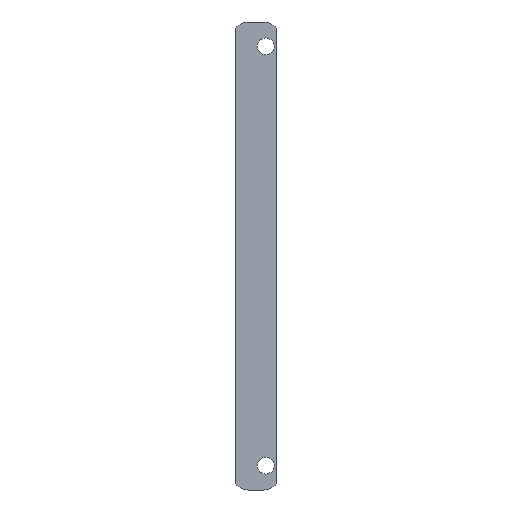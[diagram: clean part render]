
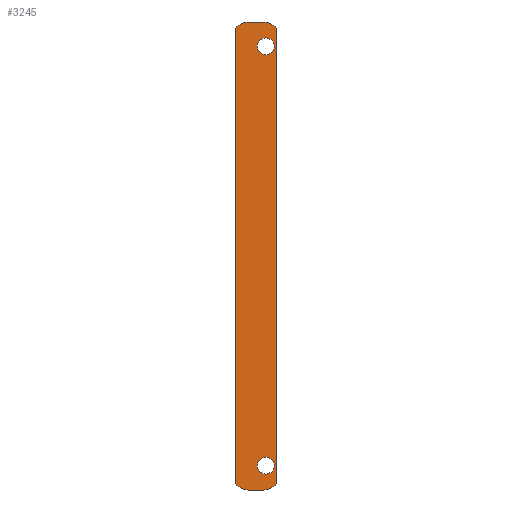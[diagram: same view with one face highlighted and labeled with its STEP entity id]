
A CAD part, left-side view. The second image highlights one B-rep face of the part: STEP entity #3245.
In plain terms, the highlighted planar face has unit normal (-1, 0, 0).
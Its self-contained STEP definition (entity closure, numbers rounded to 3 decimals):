
#9 = DIRECTION ( 'NONE',  ( -1., 0., 0. ) ) ;
#12 = ORIENTED_EDGE ( 'NONE', *, *, #3504, .F. ) ;
#72 = DIRECTION ( 'NONE',  ( 1., 0., 0. ) ) ;
#88 = EDGE_CURVE ( 'NONE', #2149, #1162, #2147, .T. ) ;
#110 = CARTESIAN_POINT ( 'NONE',  ( 0., 12.8, 79.698 ) ) ;
#186 = CIRCLE ( 'NONE', #326, 5. ) ;
#208 = VERTEX_POINT ( 'NONE', #2208 ) ;
#209 = AXIS2_PLACEMENT_3D ( 'NONE', #338, #1724, #626 ) ;
#232 = AXIS2_PLACEMENT_3D ( 'NONE', #2622, #1293, #1561 ) ;
#249 = VERTEX_POINT ( 'NONE', #3257 ) ;
#271 = CARTESIAN_POINT ( 'NONE',  ( 0., 12.264, 78.234 ) ) ;
#288 = VERTEX_POINT ( 'NONE', #1711 ) ;
#294 = ORIENTED_EDGE ( 'NONE', *, *, #88, .F. ) ;
#299 = VERTEX_POINT ( 'NONE', #892 ) ;
#326 = AXIS2_PLACEMENT_3D ( 'NONE', #622, #1204, #2017 ) ;
#338 = CARTESIAN_POINT ( 'NONE',  ( 0., 4.071, 74.698 ) ) ;
#346 = EDGE_CURVE ( 'NONE', #249, #1573, #994, .T. ) ;
#349 = CARTESIAN_POINT ( 'NONE',  ( 0., 3.4, -57.15 ) ) ;
#384 = ORIENTED_EDGE ( 'NONE', *, *, #1275, .F. ) ;
#385 = EDGE_CURVE ( 'NONE', #1573, #249, #2987, .T. ) ;
#393 = EDGE_CURVE ( 'NONE', #288, #3240, #186, .T. ) ;
#399 = DIRECTION ( 'NONE',  ( 0., -1., 0. ) ) ;
#417 = ORIENTED_EDGE ( 'NONE', *, *, #3463, .F. ) ;
#522 = VECTOR ( 'NONE', #1796, 1000. ) ;
#571 = VECTOR ( 'NONE', #3062, 1000. ) ;
#575 = VERTEX_POINT ( 'NONE', #1272 ) ;
#578 = ORIENTED_EDGE ( 'NONE', *, *, #1068, .T. ) ;
#611 = ORIENTED_EDGE ( 'NONE', *, *, #928, .F. ) ;
#622 = CARTESIAN_POINT ( 'NONE',  ( 0., 8.729, -59.65 ) ) ;
#626 = DIRECTION ( 'NONE',  ( 0., 0., -1. ) ) ;
#643 = VERTEX_POINT ( 'NONE', #1635 ) ;
#670 = CARTESIAN_POINT ( 'NONE',  ( 0., 8.729, 79.698 ) ) ;
#680 = LINE ( 'NONE', #1836, #1861 ) ;
#709 = VECTOR ( 'NONE', #2655, 1000. ) ;
#721 = ORIENTED_EDGE ( 'NONE', *, *, #393, .F. ) ;
#751 = VERTEX_POINT ( 'NONE', #1958 ) ;
#805 = ORIENTED_EDGE ( 'NONE', *, *, #3522, .T. ) ;
#849 = DIRECTION ( 'NONE',  ( -1., 0., 0. ) ) ;
#892 = CARTESIAN_POINT ( 'NONE',  ( 0., 0.536, -63.186 ) ) ;
#925 = EDGE_LOOP ( 'NONE', ( #2399, #12 ) ) ;
#928 = EDGE_CURVE ( 'NONE', #3240, #2149, #3455, .T. ) ;
#946 = FACE_BOUND ( 'NONE', #959, .T. ) ;
#951 = LINE ( 'NONE', #3102, #3228 ) ;
#959 = EDGE_LOOP ( 'NONE', ( #2447, #3376 ) ) ;
#975 = DIRECTION ( 'NONE',  ( 0., -1., 0. ) ) ;
#994 = CIRCLE ( 'NONE', #3014, 2.6 ) ;
#1001 = LINE ( 'NONE', #3178, #522 ) ;
#1068 = EDGE_CURVE ( 'NONE', #643, #208, #1442, .T. ) ;
#1104 = CARTESIAN_POINT ( 'NONE',  ( 0., 12.264, -63.186 ) ) ;
#1123 = CARTESIAN_POINT ( 'NONE',  ( 0., 0.536, 78.234 ) ) ;
#1147 = CARTESIAN_POINT ( 'NONE',  ( 0., 0., -64.65 ) ) ;
#1162 = VERTEX_POINT ( 'NONE', #2831 ) ;
#1184 = DIRECTION ( 'NONE',  ( 1., 0., 0. ) ) ;
#1191 = DIRECTION ( 'NONE',  ( 0., 0., 1. ) ) ;
#1204 = DIRECTION ( 'NONE',  ( 1., 0., 0. ) ) ;
#1251 = CIRCLE ( 'NONE', #232, 2.6 ) ;
#1272 = CARTESIAN_POINT ( 'NONE',  ( 0., 3.4, 69.598 ) ) ;
#1275 = EDGE_CURVE ( 'NONE', #643, #299, #1001, .T. ) ;
#1293 = DIRECTION ( 'NONE',  ( -1., 0., 0. ) ) ;
#1306 = CIRCLE ( 'NONE', #2808, 5. ) ;
#1395 = DIRECTION ( 'NONE',  ( 0., -0.707, -0.707 ) ) ;
#1441 = CARTESIAN_POINT ( 'NONE',  ( 0., 8.729, 74.698 ) ) ;
#1442 = LINE ( 'NONE', #1147, #571 ) ;
#1483 = DIRECTION ( 'NONE',  ( 0., -0.707, 0.707 ) ) ;
#1490 = EDGE_CURVE ( 'NONE', #2111, #208, #1991, .T. ) ;
#1517 = CIRCLE ( 'NONE', #2202, 2.6 ) ;
#1546 = CARTESIAN_POINT ( 'NONE',  ( 0., 0.536, 78.234 ) ) ;
#1561 = DIRECTION ( 'NONE',  ( 0., 0., -1. ) ) ;
#1573 = VERTEX_POINT ( 'NONE', #2765 ) ;
#1635 = CARTESIAN_POINT ( 'NONE',  ( 0., 0., -62.65 ) ) ;
#1711 = CARTESIAN_POINT ( 'NONE',  ( 0., 8.729, -64.65 ) ) ;
#1724 = DIRECTION ( 'NONE',  ( 1., 0., 0. ) ) ;
#1729 = FACE_BOUND ( 'NONE', #925, .T. ) ;
#1763 = CARTESIAN_POINT ( 'NONE',  ( 0., 4.071, -59.65 ) ) ;
#1796 = DIRECTION ( 'NONE',  ( 0., 0.707, -0.707 ) ) ;
#1836 = CARTESIAN_POINT ( 'NONE',  ( 0., 12.8, -64.65 ) ) ;
#1861 = VECTOR ( 'NONE', #975, 1000. ) ;
#1881 = EDGE_LOOP ( 'NONE', ( #611, #721, #805, #3287, #384, #578, #3035, #1961, #417, #3152, #3243, #294 ) ) ;
#1958 = CARTESIAN_POINT ( 'NONE',  ( 0., 4.071, 79.698 ) ) ;
#1959 = DIRECTION ( 'NONE',  ( 0., 0., -1. ) ) ;
#1961 = ORIENTED_EDGE ( 'NONE', *, *, #2187, .F. ) ;
#1991 = LINE ( 'NONE', #1123, #3309 ) ;
#1998 = DIRECTION ( 'NONE',  ( 0., 0., 1. ) ) ;
#2010 = PLANE ( 'NONE',  #3415 ) ;
#2017 = DIRECTION ( 'NONE',  ( 0., 0., -1. ) ) ;
#2111 = VERTEX_POINT ( 'NONE', #1546 ) ;
#2147 = LINE ( 'NONE', #2508, #3301 ) ;
#2149 = VERTEX_POINT ( 'NONE', #3212 ) ;
#2156 = CIRCLE ( 'NONE', #209, 5. ) ;
#2172 = EDGE_CURVE ( 'NONE', #2684, #2531, #3192, .T. ) ;
#2187 = EDGE_CURVE ( 'NONE', #751, #2111, #2156, .T. ) ;
#2202 = AXIS2_PLACEMENT_3D ( 'NONE', #3281, #9, #1959 ) ;
#2208 = CARTESIAN_POINT ( 'NONE',  ( 0., 0., 77.698 ) ) ;
#2230 = CARTESIAN_POINT ( 'NONE',  ( 0., 4.071, -64.65 ) ) ;
#2231 = VECTOR ( 'NONE', #399, 1000. ) ;
#2252 = EDGE_CURVE ( 'NONE', #1162, #2684, #951, .T. ) ;
#2288 = DIRECTION ( 'NONE',  ( 1., 0., 0. ) ) ;
#2362 = EDGE_CURVE ( 'NONE', #299, #3155, #1306, .T. ) ;
#2399 = ORIENTED_EDGE ( 'NONE', *, *, #3213, .F. ) ;
#2447 = ORIENTED_EDGE ( 'NONE', *, *, #385, .F. ) ;
#2508 = CARTESIAN_POINT ( 'NONE',  ( 0., 12.8, -64.65 ) ) ;
#2531 = VERTEX_POINT ( 'NONE', #670 ) ;
#2532 = DIRECTION ( 'NONE',  ( 0., 0., 1. ) ) ;
#2571 = DIRECTION ( 'NONE',  ( 0., 0., -1. ) ) ;
#2622 = CARTESIAN_POINT ( 'NONE',  ( 0., 3.4, 72.198 ) ) ;
#2640 = CARTESIAN_POINT ( 'NONE',  ( 0., 3.4, 74.798 ) ) ;
#2655 = DIRECTION ( 'NONE',  ( 0., 0.707, 0.707 ) ) ;
#2684 = VERTEX_POINT ( 'NONE', #271 ) ;
#2763 = AXIS2_PLACEMENT_3D ( 'NONE', #1441, #1184, #1998 ) ;
#2764 = DIRECTION ( 'NONE',  ( 0., 0., 1. ) ) ;
#2765 = CARTESIAN_POINT ( 'NONE',  ( 0., 3.4, -54.55 ) ) ;
#2808 = AXIS2_PLACEMENT_3D ( 'NONE', #1763, #2288, #2532 ) ;
#2815 = CARTESIAN_POINT ( 'NONE',  ( 0., 12.8, -64.65 ) ) ;
#2831 = CARTESIAN_POINT ( 'NONE',  ( 0., 12.8, 77.698 ) ) ;
#2895 = CARTESIAN_POINT ( 'NONE',  ( 0., 12.264, -63.186 ) ) ;
#2987 = CIRCLE ( 'NONE', #3149, 2.6 ) ;
#3014 = AXIS2_PLACEMENT_3D ( 'NONE', #3066, #3351, #3326 ) ;
#3035 = ORIENTED_EDGE ( 'NONE', *, *, #1490, .F. ) ;
#3062 = DIRECTION ( 'NONE',  ( 0., 0., 1. ) ) ;
#3066 = CARTESIAN_POINT ( 'NONE',  ( 0., 3.4, -57.15 ) ) ;
#3102 = CARTESIAN_POINT ( 'NONE',  ( 0., 12.264, 78.234 ) ) ;
#3129 = LINE ( 'NONE', #110, #2231 ) ;
#3149 = AXIS2_PLACEMENT_3D ( 'NONE', #349, #849, #1191 ) ;
#3152 = ORIENTED_EDGE ( 'NONE', *, *, #2172, .F. ) ;
#3155 = VERTEX_POINT ( 'NONE', #2230 ) ;
#3178 = CARTESIAN_POINT ( 'NONE',  ( 0., 0.536, -63.186 ) ) ;
#3181 = FACE_OUTER_BOUND ( 'NONE', #1881, .T. ) ;
#3192 = CIRCLE ( 'NONE', #2763, 5. ) ;
#3212 = CARTESIAN_POINT ( 'NONE',  ( 0., 12.8, -62.65 ) ) ;
#3213 = EDGE_CURVE ( 'NONE', #3479, #575, #1517, .T. ) ;
#3228 = VECTOR ( 'NONE', #1483, 1000. ) ;
#3240 = VERTEX_POINT ( 'NONE', #1104 ) ;
#3243 = ORIENTED_EDGE ( 'NONE', *, *, #2252, .F. ) ;
#3245 = ADVANCED_FACE ( 'NONE', ( #946, #1729, #3181 ), #2010, .F. ) ;
#3257 = CARTESIAN_POINT ( 'NONE',  ( 0., 3.4, -59.75 ) ) ;
#3281 = CARTESIAN_POINT ( 'NONE',  ( 0., 3.4, 72.198 ) ) ;
#3287 = ORIENTED_EDGE ( 'NONE', *, *, #2362, .F. ) ;
#3301 = VECTOR ( 'NONE', #2764, 1000. ) ;
#3309 = VECTOR ( 'NONE', #1395, 1000. ) ;
#3326 = DIRECTION ( 'NONE',  ( 0., 0., 1. ) ) ;
#3351 = DIRECTION ( 'NONE',  ( -1., 0., 0. ) ) ;
#3376 = ORIENTED_EDGE ( 'NONE', *, *, #346, .F. ) ;
#3415 = AXIS2_PLACEMENT_3D ( 'NONE', #2815, #72, #2571 ) ;
#3455 = LINE ( 'NONE', #2895, #709 ) ;
#3463 = EDGE_CURVE ( 'NONE', #2531, #751, #3129, .T. ) ;
#3479 = VERTEX_POINT ( 'NONE', #2640 ) ;
#3504 = EDGE_CURVE ( 'NONE', #575, #3479, #1251, .T. ) ;
#3522 = EDGE_CURVE ( 'NONE', #288, #3155, #680, .T. ) ;
